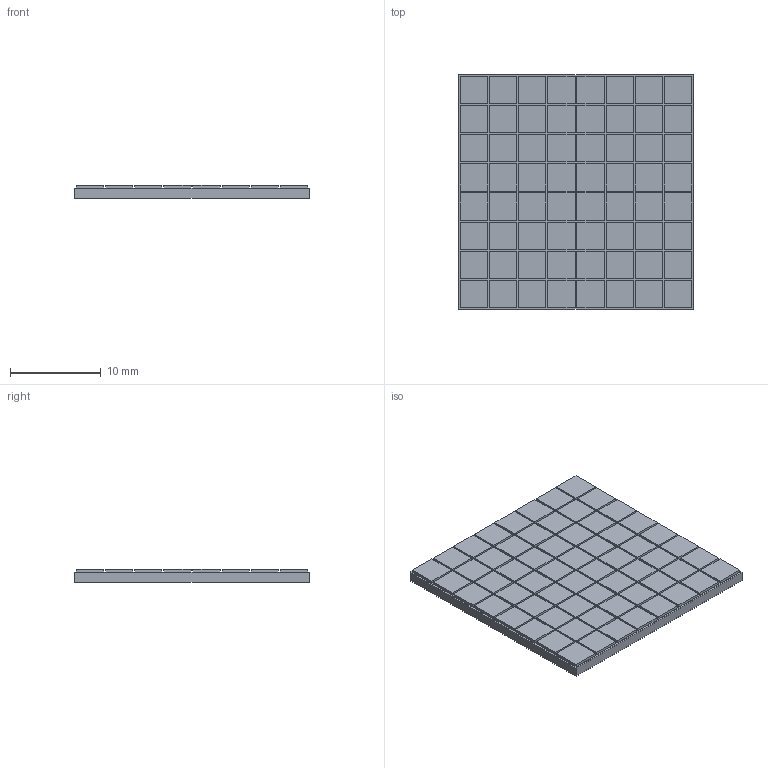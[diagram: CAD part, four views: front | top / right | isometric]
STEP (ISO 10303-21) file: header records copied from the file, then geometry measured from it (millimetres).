
FILE_DESCRIPTION((''),'2;1');
FILE_NAME('HAMAMATSU_S12642-0808PA-50_Part1.stp','2014-08-12T14:15:55',(''),(''),'Mechanical Desktop 2011','Mechanical Desktop 2011',', , ');
FILE_SCHEMA(('AUTOMOTIVE_DESIGN { 1 2 10303 214 1 1 1 1 }'));
Length unit declared in the file: millimetre
Products named in the file (1): Product
Bounding box: 25.8 x 25.8 x 1.45 mm (x, y, z)
Volume: 907.5 mm3; surface area: 2941 mm2
Topology: 194 solids, 194 shells, 907 faces, 1557 edges, 1038 vertices
Faces by surface type: plane 651, cylinder 256
Entity records: 21389 total; most frequent: DIRECTION 3885, CARTESIAN_POINT 3503, ORIENTED_EDGE 3114, EDGE_CURVE 1557, AXIS2_PLACEMENT_3D 1420, VECTOR 1045, LINE 1045, VERTEX_POINT 1038
